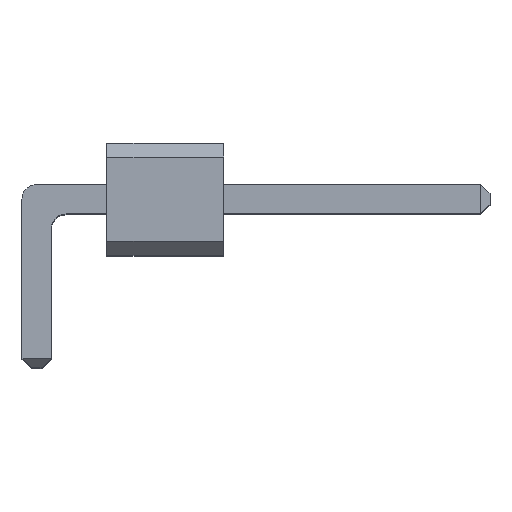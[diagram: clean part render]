
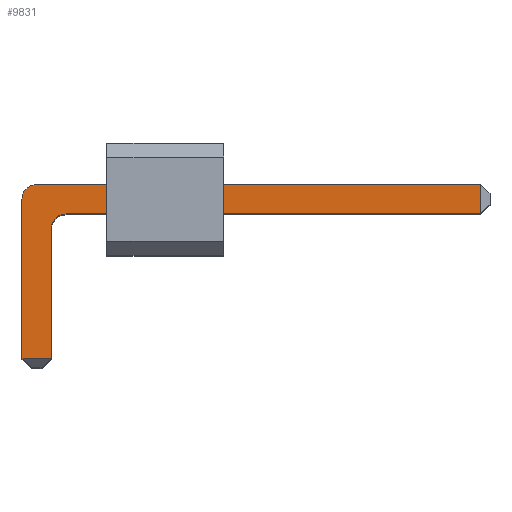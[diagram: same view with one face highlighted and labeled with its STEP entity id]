
A CAD part, top view. The second image highlights one B-rep face of the part: STEP entity #9831.
In plain terms, the highlighted planar face has unit normal (0, 0, 1).
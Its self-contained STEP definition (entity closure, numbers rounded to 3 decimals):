
#9388 = PLANE('',#9389);
#9389 = AXIS2_PLACEMENT_3D('',#9390,#9391,#9392);
#9390 = CARTESIAN_POINT('',(9.7,0.315,12.385));
#9391 = DIRECTION('',(0.,-1.,0.));
#9392 = DIRECTION('',(-1.,0.,0.));
#9413 = VERTEX_POINT('',#9414);
#9414 = CARTESIAN_POINT('',(9.5,0.315,13.015));
#9440 = EDGE_CURVE('',#9413,#9441,#9443,.T.);
#9441 = VERTEX_POINT('',#9442);
#9442 = CARTESIAN_POINT('',(0.,0.315,13.015));
#9443 = SURFACE_CURVE('',#9444,(#9448,#9455),.PCURVE_S1.);
#9444 = LINE('',#9445,#9446);
#9445 = CARTESIAN_POINT('',(9.7,0.315,13.015));
#9446 = VECTOR('',#9447,1.);
#9447 = DIRECTION('',(-1.,0.,0.));
#9448 = PCURVE('',#9388,#9449);
#9449 = DEFINITIONAL_REPRESENTATION('',(#9450),#9454);
#9450 = LINE('',#9451,#9452);
#9451 = CARTESIAN_POINT('',(0.,-0.63));
#9452 = VECTOR('',#9453,1.);
#9453 = DIRECTION('',(1.,0.));
#9454 = ( GEOMETRIC_REPRESENTATION_CONTEXT(2) 
PARAMETRIC_REPRESENTATION_CONTEXT() REPRESENTATION_CONTEXT('2D SPACE',''
  ) );
#9455 = PCURVE('',#9456,#9461);
#9456 = PLANE('',#9457);
#9457 = AXIS2_PLACEMENT_3D('',#9458,#9459,#9460);
#9458 = CARTESIAN_POINT('',(9.7,0.315,13.015));
#9459 = DIRECTION('',(0.,0.,-1.));
#9460 = DIRECTION('',(-1.,0.,0.));
#9461 = DEFINITIONAL_REPRESENTATION('',(#9462),#9466);
#9462 = LINE('',#9463,#9464);
#9463 = CARTESIAN_POINT('',(0.,0.));
#9464 = VECTOR('',#9465,1.);
#9465 = DIRECTION('',(1.,0.));
#9466 = ( GEOMETRIC_REPRESENTATION_CONTEXT(2) 
PARAMETRIC_REPRESENTATION_CONTEXT() REPRESENTATION_CONTEXT('2D SPACE',''
  ) );
#9482 = CYLINDRICAL_SURFACE('',#9483,0.315);
#9483 = AXIS2_PLACEMENT_3D('',#9484,#9485,#9486);
#9484 = CARTESIAN_POINT('',(0.,0.,12.385));
#9485 = DIRECTION('',(-0.,-0.,-1.));
#9486 = DIRECTION('',(1.,0.,0.));
#9542 = PLANE('',#9543);
#9543 = AXIS2_PLACEMENT_3D('',#9544,#9545,#9546);
#9544 = CARTESIAN_POINT('',(9.7,-0.315,12.385));
#9545 = DIRECTION('',(0.,-1.,0.));
#9546 = DIRECTION('',(-1.,0.,0.));
#9575 = CYLINDRICAL_SURFACE('',#9576,0.315);
#9576 = AXIS2_PLACEMENT_3D('',#9577,#9578,#9579);
#9577 = CARTESIAN_POINT('',(0.63,-0.63,12.385));
#9578 = DIRECTION('',(-0.,-0.,-1.));
#9579 = DIRECTION('',(1.,0.,0.));
#9603 = PLANE('',#9604);
#9604 = AXIS2_PLACEMENT_3D('',#9605,#9606,#9607);
#9605 = CARTESIAN_POINT('',(0.315,-3.61,12.385));
#9606 = DIRECTION('',(-1.,0.,0.));
#9607 = DIRECTION('',(0.,1.,0.));
#9659 = PLANE('',#9660);
#9660 = AXIS2_PLACEMENT_3D('',#9661,#9662,#9663);
#9661 = CARTESIAN_POINT('',(-0.315,0.,12.385));
#9662 = DIRECTION('',(1.,0.,0.));
#9663 = DIRECTION('',(0.,-1.,0.));
#9740 = PLANE('',#9741);
#9741 = AXIS2_PLACEMENT_3D('',#9742,#9743,#9744);
#9742 = CARTESIAN_POINT('',(9.6,0.315,12.915));
#9743 = DIRECTION('',(-0.707,0.,
    -0.707));
#9744 = DIRECTION('',(0.,-1.,0.));
#9782 = EDGE_CURVE('',#9441,#9783,#9785,.T.);
#9783 = VERTEX_POINT('',#9784);
#9784 = CARTESIAN_POINT('',(-0.315,0.,13.015));
#9785 = SURFACE_CURVE('',#9786,(#9791,#9798),.PCURVE_S1.);
#9786 = CIRCLE('',#9787,0.315);
#9787 = AXIS2_PLACEMENT_3D('',#9788,#9789,#9790);
#9788 = CARTESIAN_POINT('',(0.,0.,13.015));
#9789 = DIRECTION('',(0.,0.,1.));
#9790 = DIRECTION('',(1.,0.,0.));
#9791 = PCURVE('',#9482,#9792);
#9792 = DEFINITIONAL_REPRESENTATION('',(#9793),#9797);
#9793 = LINE('',#9794,#9795);
#9794 = CARTESIAN_POINT('',(-0.,-0.63));
#9795 = VECTOR('',#9796,1.);
#9796 = DIRECTION('',(-1.,0.));
#9797 = ( GEOMETRIC_REPRESENTATION_CONTEXT(2) 
PARAMETRIC_REPRESENTATION_CONTEXT() REPRESENTATION_CONTEXT('2D SPACE',''
  ) );
#9798 = PCURVE('',#9456,#9799);
#9799 = DEFINITIONAL_REPRESENTATION('',(#9800),#9808);
#9800 = ( BOUNDED_CURVE() B_SPLINE_CURVE(2,(#9801,#9802,#9803,#9804,
#9805,#9806,#9807),.UNSPECIFIED.,.F.,.F.) B_SPLINE_CURVE_WITH_KNOTS((1,2
    ,2,2,2,1),(-2.094,0.,2.094,4.189,
6.283,8.378),.UNSPECIFIED.) CURVE() 
GEOMETRIC_REPRESENTATION_ITEM() RATIONAL_B_SPLINE_CURVE((1.,0.5,1.,0.5,
1.,0.5,1.)) REPRESENTATION_ITEM('') );
#9801 = CARTESIAN_POINT('',(9.385,-0.315));
#9802 = CARTESIAN_POINT('',(9.385,0.231));
#9803 = CARTESIAN_POINT('',(9.858,-0.042));
#9804 = CARTESIAN_POINT('',(10.33,-0.315));
#9805 = CARTESIAN_POINT('',(9.858,-0.588));
#9806 = CARTESIAN_POINT('',(9.385,-0.861));
#9807 = CARTESIAN_POINT('',(9.385,-0.315));
#9808 = ( GEOMETRIC_REPRESENTATION_CONTEXT(2) 
PARAMETRIC_REPRESENTATION_CONTEXT() REPRESENTATION_CONTEXT('2D SPACE',''
  ) );
#9831 = ADVANCED_FACE('',(#9832),#9456,.F.);
#9832 = FACE_BOUND('',#9833,.F.);
#9833 = EDGE_LOOP('',(#9834,#9835,#9858,#9881,#9909,#9932,#9960,#9981));
#9834 = ORIENTED_EDGE('',*,*,#9440,.F.);
#9835 = ORIENTED_EDGE('',*,*,#9836,.T.);
#9836 = EDGE_CURVE('',#9413,#9837,#9839,.T.);
#9837 = VERTEX_POINT('',#9838);
#9838 = CARTESIAN_POINT('',(9.5,-0.315,13.015));
#9839 = SURFACE_CURVE('',#9840,(#9844,#9851),.PCURVE_S1.);
#9840 = LINE('',#9841,#9842);
#9841 = CARTESIAN_POINT('',(9.5,0.315,13.015));
#9842 = VECTOR('',#9843,1.);
#9843 = DIRECTION('',(0.,-1.,0.));
#9844 = PCURVE('',#9456,#9845);
#9845 = DEFINITIONAL_REPRESENTATION('',(#9846),#9850);
#9846 = LINE('',#9847,#9848);
#9847 = CARTESIAN_POINT('',(0.2,0.));
#9848 = VECTOR('',#9849,1.);
#9849 = DIRECTION('',(0.,-1.));
#9850 = ( GEOMETRIC_REPRESENTATION_CONTEXT(2) 
PARAMETRIC_REPRESENTATION_CONTEXT() REPRESENTATION_CONTEXT('2D SPACE',''
  ) );
#9851 = PCURVE('',#9740,#9852);
#9852 = DEFINITIONAL_REPRESENTATION('',(#9853),#9857);
#9853 = LINE('',#9854,#9855);
#9854 = CARTESIAN_POINT('',(0.,0.141));
#9855 = VECTOR('',#9856,1.);
#9856 = DIRECTION('',(1.,0.));
#9857 = ( GEOMETRIC_REPRESENTATION_CONTEXT(2) 
PARAMETRIC_REPRESENTATION_CONTEXT() REPRESENTATION_CONTEXT('2D SPACE',''
  ) );
#9858 = ORIENTED_EDGE('',*,*,#9859,.T.);
#9859 = EDGE_CURVE('',#9837,#9860,#9862,.T.);
#9860 = VERTEX_POINT('',#9861);
#9861 = CARTESIAN_POINT('',(0.63,-0.315,13.015));
#9862 = SURFACE_CURVE('',#9863,(#9867,#9874),.PCURVE_S1.);
#9863 = LINE('',#9864,#9865);
#9864 = CARTESIAN_POINT('',(9.7,-0.315,13.015));
#9865 = VECTOR('',#9866,1.);
#9866 = DIRECTION('',(-1.,0.,0.));
#9867 = PCURVE('',#9456,#9868);
#9868 = DEFINITIONAL_REPRESENTATION('',(#9869),#9873);
#9869 = LINE('',#9870,#9871);
#9870 = CARTESIAN_POINT('',(0.,-0.63));
#9871 = VECTOR('',#9872,1.);
#9872 = DIRECTION('',(1.,0.));
#9873 = ( GEOMETRIC_REPRESENTATION_CONTEXT(2) 
PARAMETRIC_REPRESENTATION_CONTEXT() REPRESENTATION_CONTEXT('2D SPACE',''
  ) );
#9874 = PCURVE('',#9542,#9875);
#9875 = DEFINITIONAL_REPRESENTATION('',(#9876),#9880);
#9876 = LINE('',#9877,#9878);
#9877 = CARTESIAN_POINT('',(0.,-0.63));
#9878 = VECTOR('',#9879,1.);
#9879 = DIRECTION('',(1.,0.));
#9880 = ( GEOMETRIC_REPRESENTATION_CONTEXT(2) 
PARAMETRIC_REPRESENTATION_CONTEXT() REPRESENTATION_CONTEXT('2D SPACE',''
  ) );
#9881 = ORIENTED_EDGE('',*,*,#9882,.T.);
#9882 = EDGE_CURVE('',#9860,#9883,#9885,.T.);
#9883 = VERTEX_POINT('',#9884);
#9884 = CARTESIAN_POINT('',(0.315,-0.63,13.015));
#9885 = SURFACE_CURVE('',#9886,(#9891,#9902),.PCURVE_S1.);
#9886 = CIRCLE('',#9887,0.315);
#9887 = AXIS2_PLACEMENT_3D('',#9888,#9889,#9890);
#9888 = CARTESIAN_POINT('',(0.63,-0.63,13.015));
#9889 = DIRECTION('',(0.,0.,1.));
#9890 = DIRECTION('',(1.,0.,0.));
#9891 = PCURVE('',#9456,#9892);
#9892 = DEFINITIONAL_REPRESENTATION('',(#9893),#9901);
#9893 = ( BOUNDED_CURVE() B_SPLINE_CURVE(2,(#9894,#9895,#9896,#9897,
#9898,#9899,#9900),.UNSPECIFIED.,.T.,.F.) B_SPLINE_CURVE_WITH_KNOTS((1,2
    ,2,2,2,1),(-2.094,0.,2.094,4.189,
6.283,8.378),.UNSPECIFIED.) CURVE() 
GEOMETRIC_REPRESENTATION_ITEM() RATIONAL_B_SPLINE_CURVE((1.,0.5,1.,0.5,
1.,0.5,1.)) REPRESENTATION_ITEM('') );
#9894 = CARTESIAN_POINT('',(8.755,-0.945));
#9895 = CARTESIAN_POINT('',(8.755,-0.399));
#9896 = CARTESIAN_POINT('',(9.228,-0.672));
#9897 = CARTESIAN_POINT('',(9.7,-0.945));
#9898 = CARTESIAN_POINT('',(9.228,-1.218));
#9899 = CARTESIAN_POINT('',(8.755,-1.491));
#9900 = CARTESIAN_POINT('',(8.755,-0.945));
#9901 = ( GEOMETRIC_REPRESENTATION_CONTEXT(2) 
PARAMETRIC_REPRESENTATION_CONTEXT() REPRESENTATION_CONTEXT('2D SPACE',''
  ) );
#9902 = PCURVE('',#9575,#9903);
#9903 = DEFINITIONAL_REPRESENTATION('',(#9904),#9908);
#9904 = LINE('',#9905,#9906);
#9905 = CARTESIAN_POINT('',(-0.,-0.63));
#9906 = VECTOR('',#9907,1.);
#9907 = DIRECTION('',(-1.,0.));
#9908 = ( GEOMETRIC_REPRESENTATION_CONTEXT(2) 
PARAMETRIC_REPRESENTATION_CONTEXT() REPRESENTATION_CONTEXT('2D SPACE',''
  ) );
#9909 = ORIENTED_EDGE('',*,*,#9910,.F.);
#9910 = EDGE_CURVE('',#9911,#9883,#9913,.T.);
#9911 = VERTEX_POINT('',#9912);
#9912 = CARTESIAN_POINT('',(0.315,-3.41,13.015));
#9913 = SURFACE_CURVE('',#9914,(#9918,#9925),.PCURVE_S1.);
#9914 = LINE('',#9915,#9916);
#9915 = CARTESIAN_POINT('',(0.315,-3.61,13.015));
#9916 = VECTOR('',#9917,1.);
#9917 = DIRECTION('',(0.,1.,0.));
#9918 = PCURVE('',#9456,#9919);
#9919 = DEFINITIONAL_REPRESENTATION('',(#9920),#9924);
#9920 = LINE('',#9921,#9922);
#9921 = CARTESIAN_POINT('',(9.385,-3.925));
#9922 = VECTOR('',#9923,1.);
#9923 = DIRECTION('',(0.,1.));
#9924 = ( GEOMETRIC_REPRESENTATION_CONTEXT(2) 
PARAMETRIC_REPRESENTATION_CONTEXT() REPRESENTATION_CONTEXT('2D SPACE',''
  ) );
#9925 = PCURVE('',#9603,#9926);
#9926 = DEFINITIONAL_REPRESENTATION('',(#9927),#9931);
#9927 = LINE('',#9928,#9929);
#9928 = CARTESIAN_POINT('',(0.,-0.63));
#9929 = VECTOR('',#9930,1.);
#9930 = DIRECTION('',(1.,0.));
#9931 = ( GEOMETRIC_REPRESENTATION_CONTEXT(2) 
PARAMETRIC_REPRESENTATION_CONTEXT() REPRESENTATION_CONTEXT('2D SPACE',''
  ) );
#9932 = ORIENTED_EDGE('',*,*,#9933,.F.);
#9933 = EDGE_CURVE('',#9934,#9911,#9936,.T.);
#9934 = VERTEX_POINT('',#9935);
#9935 = CARTESIAN_POINT('',(-0.315,-3.41,13.015));
#9936 = SURFACE_CURVE('',#9937,(#9941,#9948),.PCURVE_S1.);
#9937 = LINE('',#9938,#9939);
#9938 = CARTESIAN_POINT('',(-0.315,-3.41,13.015));
#9939 = VECTOR('',#9940,1.);
#9940 = DIRECTION('',(1.,0.,0.));
#9941 = PCURVE('',#9456,#9942);
#9942 = DEFINITIONAL_REPRESENTATION('',(#9943),#9947);
#9943 = LINE('',#9944,#9945);
#9944 = CARTESIAN_POINT('',(10.015,-3.725));
#9945 = VECTOR('',#9946,1.);
#9946 = DIRECTION('',(-1.,0.));
#9947 = ( GEOMETRIC_REPRESENTATION_CONTEXT(2) 
PARAMETRIC_REPRESENTATION_CONTEXT() REPRESENTATION_CONTEXT('2D SPACE',''
  ) );
#9948 = PCURVE('',#9949,#9954);
#9949 = PLANE('',#9950);
#9950 = AXIS2_PLACEMENT_3D('',#9951,#9952,#9953);
#9951 = CARTESIAN_POINT('',(-0.315,-3.51,12.915));
#9952 = DIRECTION('',(0.,-0.707,0.707)
  );
#9953 = DIRECTION('',(1.,0.,0.));
#9954 = DEFINITIONAL_REPRESENTATION('',(#9955),#9959);
#9955 = LINE('',#9956,#9957);
#9956 = CARTESIAN_POINT('',(0.,0.141));
#9957 = VECTOR('',#9958,1.);
#9958 = DIRECTION('',(1.,0.));
#9959 = ( GEOMETRIC_REPRESENTATION_CONTEXT(2) 
PARAMETRIC_REPRESENTATION_CONTEXT() REPRESENTATION_CONTEXT('2D SPACE',''
  ) );
#9960 = ORIENTED_EDGE('',*,*,#9961,.F.);
#9961 = EDGE_CURVE('',#9783,#9934,#9962,.T.);
#9962 = SURFACE_CURVE('',#9963,(#9967,#9974),.PCURVE_S1.);
#9963 = LINE('',#9964,#9965);
#9964 = CARTESIAN_POINT('',(-0.315,0.,13.015));
#9965 = VECTOR('',#9966,1.);
#9966 = DIRECTION('',(0.,-1.,0.));
#9967 = PCURVE('',#9456,#9968);
#9968 = DEFINITIONAL_REPRESENTATION('',(#9969),#9973);
#9969 = LINE('',#9970,#9971);
#9970 = CARTESIAN_POINT('',(10.015,-0.315));
#9971 = VECTOR('',#9972,1.);
#9972 = DIRECTION('',(0.,-1.));
#9973 = ( GEOMETRIC_REPRESENTATION_CONTEXT(2) 
PARAMETRIC_REPRESENTATION_CONTEXT() REPRESENTATION_CONTEXT('2D SPACE',''
  ) );
#9974 = PCURVE('',#9659,#9975);
#9975 = DEFINITIONAL_REPRESENTATION('',(#9976),#9980);
#9976 = LINE('',#9977,#9978);
#9977 = CARTESIAN_POINT('',(0.,-0.63));
#9978 = VECTOR('',#9979,1.);
#9979 = DIRECTION('',(1.,0.));
#9980 = ( GEOMETRIC_REPRESENTATION_CONTEXT(2) 
PARAMETRIC_REPRESENTATION_CONTEXT() REPRESENTATION_CONTEXT('2D SPACE',''
  ) );
#9981 = ORIENTED_EDGE('',*,*,#9782,.F.);
